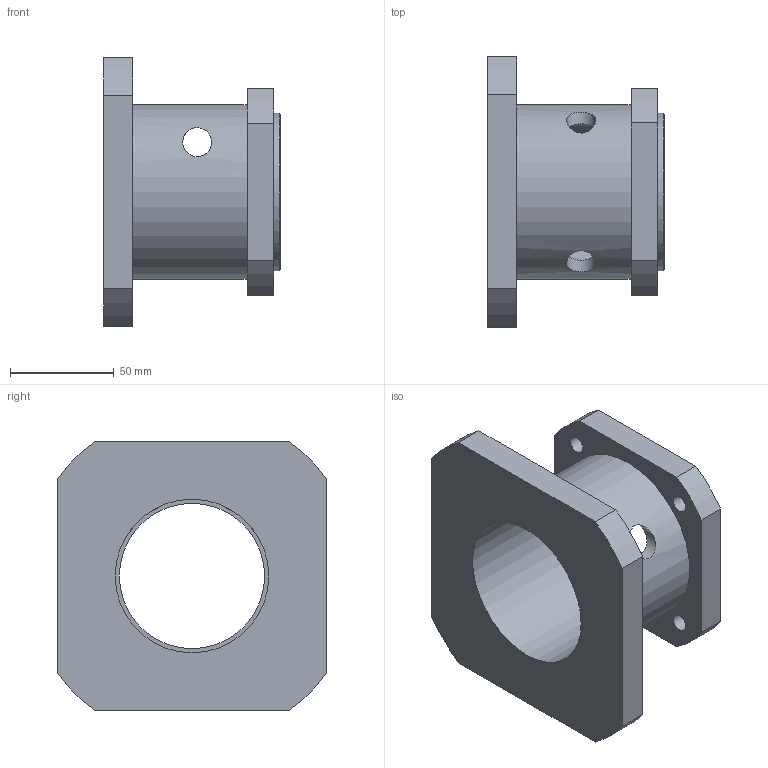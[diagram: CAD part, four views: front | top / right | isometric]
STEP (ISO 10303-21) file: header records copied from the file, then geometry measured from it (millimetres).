
FILE_DESCRIPTION(/* description */ (''),/* implementation_level */ '2;1');
FILE_NAME(/* name */ 'VK MTJZ110 130 X 130 EK7 150.stp',/* time_stamp */ '2015-08-24T09:06:30+01:00',/* author */ ('Hypex'),/* organization */ ('Hypex'),/* preprocessor_version */ 'ST-DEVELOPER v15.2',/* originating_system */ 'Autodesk Inventor 2014',/* authorisation */ '');
FILE_SCHEMA (('AUTOMOTIVE_DESIGN { 1 0 10303 214 3 1 1 }'));
Length unit declared in the file: millimetre
Products named in the file (1): VK MTJZ110 130 X 130 EK7 150
Bounding box: 85 x 130 x 130 mm (x, y, z)
Volume: 302569.4 mm3; surface area: 79695.8 mm2
Topology: 1 solids, 1 shells, 34 faces, 87 edges, 59 vertices
Faces by surface type: cylinder 18, plane 14, cone 2
Full cylindrical faces by diameter (mm): 8.2 x4, 14 x2, 70 x1, 74 x1, 76 x1, 84 x1
Entity records: 1133 total; most frequent: CARTESIAN_POINT 307, DIRECTION 170, ORIENTED_EDGE 140, EDGE_CURVE 70, AXIS2_PLACEMENT_3D 69, EDGE_LOOP 64, VERTEX_POINT 54, FACE_BOUND 36
